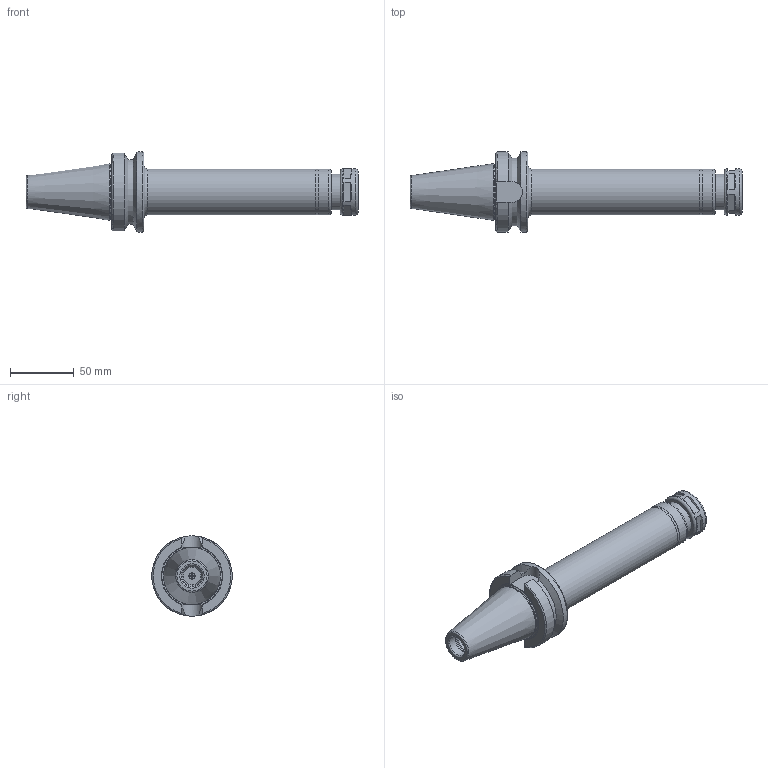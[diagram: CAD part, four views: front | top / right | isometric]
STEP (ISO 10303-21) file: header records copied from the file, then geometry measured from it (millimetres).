
FILE_DESCRIPTION((''),'2;1');
FILE_NAME('254010316195-3D.stp','2020-04-13T18:08:07',('nttooll'),(''),'Autodesk Inventor 2012','Autodesk Inventor 2012','');
FILE_SCHEMA(('AUTOMOTIVE_DESIGN { 1 0 10303 214 1 1 1 1 }'));
Length unit declared in the file: millimetre
Products named in the file (1): 254010316195-3D
Bounding box: 260.4 x 63 x 63 mm (x, y, z)
Volume: 250478.4 mm3; surface area: 52170.4 mm2
Topology: 1 solids, 1 shells, 112 faces, 226 edges, 142 vertices
Faces by surface type: plane 49, cylinder 33, cone 19, torus 11
Full cylindrical faces by diameter (mm): 2 x1, 4.5 x1, 5 x1, 12.8 x1, 13.319 x1, 14 x1, 14.25 x1, 15.8 x1, 15.9 x1, 16 x1, 16.3 x1, 17 x3, 17.4 x1, 17.5 x1, 20 x1, 22.1 x1, 24.5 x1, 28 x2, 35.6 x1, 36 x2, 36.3 x1, 43.5 x1, 63 x1
Entity records: 2730 total; most frequent: CARTESIAN_POINT 543, DIRECTION 474, ORIENTED_EDGE 346, AXIS2_PLACEMENT_3D 214, EDGE_LOOP 190, EDGE_CURVE 173, VERTEX_POINT 139, FACE_OUTER_BOUND 112
